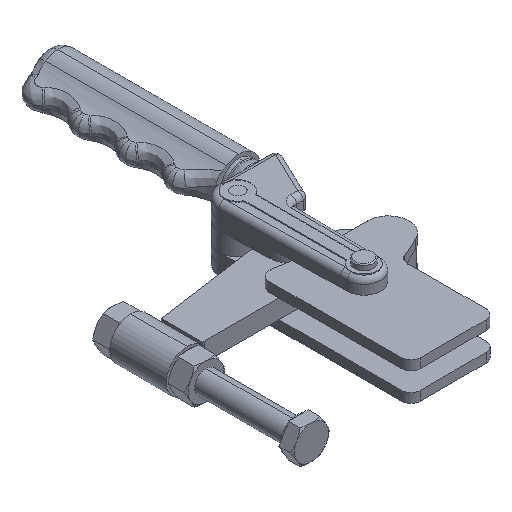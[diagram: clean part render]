
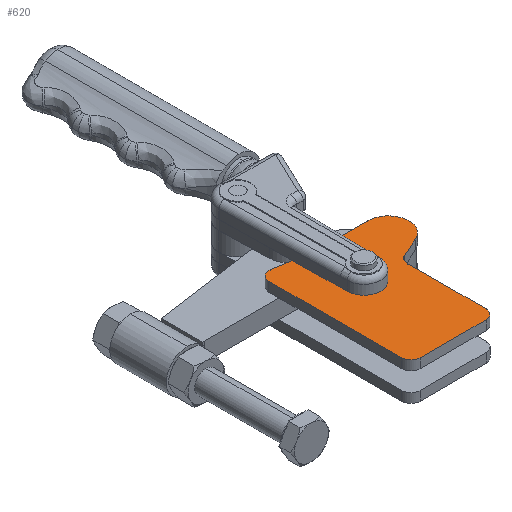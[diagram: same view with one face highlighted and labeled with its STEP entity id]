
A CAD part, isometric view. The second image highlights one B-rep face of the part: STEP entity #620.
In plain terms, the highlighted planar face has unit normal (0, 0, 1).
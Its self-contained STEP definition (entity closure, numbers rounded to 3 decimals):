
#391 = DIRECTION ( 'NONE',  ( 1., 0., 0. ) ) ;
#620 = ADVANCED_FACE ( 'NONE', ( #2195, #3817 ), #13758, .F. ) ;
#693 = ORIENTED_EDGE ( 'NONE', *, *, #5655, .T. ) ;
#720 = ORIENTED_EDGE ( 'NONE', *, *, #7824, .T. ) ;
#739 = DIRECTION ( 'NONE',  ( 0.915, 0.404, 0. ) ) ;
#1028 = ORIENTED_EDGE ( 'NONE', *, *, #4880, .T. ) ;
#1600 = DIRECTION ( 'NONE',  ( 0., 0., -1. ) ) ;
#2195 = FACE_BOUND ( 'NONE', #12636, .T. ) ;
#2274 = CARTESIAN_POINT ( 'NONE',  ( -20., 75.449, 2.5 ) ) ;
#2344 = ORIENTED_EDGE ( 'NONE', *, *, #4699, .T. ) ;
#2408 = ORIENTED_EDGE ( 'NONE', *, *, #5162, .T. ) ;
#2416 = ORIENTED_EDGE ( 'NONE', *, *, #6651, .T. ) ;
#2448 = CARTESIAN_POINT ( 'NONE',  ( -20., 5., 2.5 ) ) ;
#2461 = CARTESIAN_POINT ( 'NONE',  ( -20., 0., 2.5 ) ) ;
#2519 = DIRECTION ( 'NONE',  ( 0., 0., 1. ) ) ;
#2705 = CARTESIAN_POINT ( 'NONE',  ( 3., 50., 2.5 ) ) ;
#2721 = DIRECTION ( 'NONE',  ( 0., 1., 0. ) ) ;
#2840 = VECTOR ( 'NONE', #10809, 1000. ) ;
#2882 = LINE ( 'NONE', #14090, #4293 ) ;
#3412 = DIRECTION ( 'NONE',  ( -1., 0., 0. ) ) ;
#3817 = FACE_OUTER_BOUND ( 'NONE', #7348, .T. ) ;
#3844 = CARTESIAN_POINT ( 'NONE',  ( 33.444, 55.938, 2.5 ) ) ;
#3847 = AXIS2_PLACEMENT_3D ( 'NONE', #9190, #14439, #391 ) ;
#3908 = EDGE_CURVE ( 'NONE', #8529, #6978, #2882, .T. ) ;
#4038 = CIRCLE ( 'NONE', #9507, 5. ) ;
#4069 = CIRCLE ( 'NONE', #12639, 5. ) ;
#4293 = VECTOR ( 'NONE', #13936, 1000. ) ;
#4410 = DIRECTION ( 'NONE',  ( 1., 0., 0. ) ) ;
#4414 = DIRECTION ( 'NONE',  ( 0., 0., -1. ) ) ;
#4579 = CARTESIAN_POINT ( 'NONE',  ( -19.132, 80.373, 2.5 ) ) ;
#4663 = VECTOR ( 'NONE', #2721, 1000. ) ;
#4699 = EDGE_CURVE ( 'NONE', #9566, #7342, #4069, .T. ) ;
#4790 = EDGE_CURVE ( 'NONE', #11682, #8529, #11479, .T. ) ;
#4880 = EDGE_CURVE ( 'NONE', #7342, #11832, #10055, .T. ) ;
#4927 = AXIS2_PLACEMENT_3D ( 'NONE', #9245, #2519, #10426 ) ;
#5077 = VERTEX_POINT ( 'NONE', #9636 ) ;
#5162 = EDGE_CURVE ( 'NONE', #7322, #7702, #4038, .T. ) ;
#5200 = ORIENTED_EDGE ( 'NONE', *, *, #9283, .T. ) ;
#5268 = AXIS2_PLACEMENT_3D ( 'NONE', #7229, #6631, #6127 ) ;
#5285 = ORIENTED_EDGE ( 'NONE', *, *, #10341, .F. ) ;
#5408 = DIRECTION ( 'NONE',  ( 0., 0., 1. ) ) ;
#5655 = EDGE_CURVE ( 'NONE', #11832, #11682, #7896, .T. ) ;
#6127 = DIRECTION ( 'NONE',  ( -1., 0., 0. ) ) ;
#6130 = ORIENTED_EDGE ( 'NONE', *, *, #9042, .T. ) ;
#6357 = LINE ( 'NONE', #9503, #11995 ) ;
#6492 = EDGE_CURVE ( 'NONE', #8302, #10973, #11837, .T. ) ;
#6620 = DIRECTION ( 'NONE',  ( -1., 0., 0. ) ) ;
#6630 = CARTESIAN_POINT ( 'NONE',  ( 0., 77., 2.5 ) ) ;
#6631 = DIRECTION ( 'NONE',  ( 0., 0., 1. ) ) ;
#6651 = EDGE_CURVE ( 'NONE', #12853, #7322, #6357, .T. ) ;
#6694 = VECTOR ( 'NONE', #739, 1000. ) ;
#6978 = VERTEX_POINT ( 'NONE', #4579 ) ;
#7039 = CARTESIAN_POINT ( 'NONE',  ( -25., 5., 2.5 ) ) ;
#7167 = DIRECTION ( 'NONE',  ( 1., 0., 0. ) ) ;
#7224 = CARTESIAN_POINT ( 'NONE',  ( -3., 50., 2.5 ) ) ;
#7229 = CARTESIAN_POINT ( 'NONE',  ( 29., 66., 2.5 ) ) ;
#7322 = VERTEX_POINT ( 'NONE', #7039 ) ;
#7342 = VERTEX_POINT ( 'NONE', #8646 ) ;
#7348 = EDGE_LOOP ( 'NONE', ( #6130, #2416, #2408, #9954, #720, #5200, #2344, #1028, #693, #13148, #13518 ) ) ;
#7455 = AXIS2_PLACEMENT_3D ( 'NONE', #12124, #4414, #7648 ) ;
#7470 = VECTOR ( 'NONE', #4410, 1000. ) ;
#7648 = DIRECTION ( 'NONE',  ( -1., 0., 0. ) ) ;
#7702 = VERTEX_POINT ( 'NONE', #2461 ) ;
#7824 = EDGE_CURVE ( 'NONE', #10962, #5077, #14461, .T. ) ;
#7896 = CIRCLE ( 'NONE', #5268, 11. ) ;
#8037 = AXIS2_PLACEMENT_3D ( 'NONE', #12135, #5408, #13302 ) ;
#8302 = VERTEX_POINT ( 'NONE', #7224 ) ;
#8529 = VERTEX_POINT ( 'NONE', #6630 ) ;
#8646 = CARTESIAN_POINT ( 'NONE',  ( 22.98, 51.316, 2.5 ) ) ;
#9042 = EDGE_CURVE ( 'NONE', #6978, #12853, #9942, .T. ) ;
#9072 = DIRECTION ( 'NONE',  ( 0., -1., 0. ) ) ;
#9189 = CIRCLE ( 'NONE', #8037, 3. ) ;
#9190 = CARTESIAN_POINT ( 'NONE',  ( 0., 50., 2.5 ) ) ;
#9245 = CARTESIAN_POINT ( 'NONE',  ( 15., 5., 2.5 ) ) ;
#9283 = EDGE_CURVE ( 'NONE', #5077, #9566, #10662, .T. ) ;
#9503 = CARTESIAN_POINT ( 'NONE',  ( -25., 5., 2.5 ) ) ;
#9507 = AXIS2_PLACEMENT_3D ( 'NONE', #2448, #13693, #6620 ) ;
#9563 = EDGE_CURVE ( 'NONE', #7702, #10962, #10473, .T. ) ;
#9566 = VERTEX_POINT ( 'NONE', #11147 ) ;
#9636 = CARTESIAN_POINT ( 'NONE',  ( 20., 5., 2.5 ) ) ;
#9727 = CARTESIAN_POINT ( 'NONE',  ( 25., 46.742, 2.5 ) ) ;
#9942 = CIRCLE ( 'NONE', #11545, 5. ) ;
#9954 = ORIENTED_EDGE ( 'NONE', *, *, #9563, .T. ) ;
#10055 = LINE ( 'NONE', #12783, #6694 ) ;
#10172 = DIRECTION ( 'NONE',  ( 0., 0., 1. ) ) ;
#10341 = EDGE_CURVE ( 'NONE', #10973, #8302, #9189, .T. ) ;
#10426 = DIRECTION ( 'NONE',  ( -1., 0., 0. ) ) ;
#10473 = LINE ( 'NONE', #12220, #7470 ) ;
#10588 = CARTESIAN_POINT ( 'NONE',  ( -25., 75.449, 2.5 ) ) ;
#10662 = LINE ( 'NONE', #12885, #4663 ) ;
#10809 = DIRECTION ( 'NONE',  ( -1., 0., 0. ) ) ;
#10962 = VERTEX_POINT ( 'NONE', #13681 ) ;
#10973 = VERTEX_POINT ( 'NONE', #2705 ) ;
#11147 = CARTESIAN_POINT ( 'NONE',  ( 20., 46.742, 2.5 ) ) ;
#11247 = ORIENTED_EDGE ( 'NONE', *, *, #6492, .F. ) ;
#11479 = LINE ( 'NONE', #12018, #2840 ) ;
#11545 = AXIS2_PLACEMENT_3D ( 'NONE', #2274, #10172, #3412 ) ;
#11682 = VERTEX_POINT ( 'NONE', #12676 ) ;
#11832 = VERTEX_POINT ( 'NONE', #3844 ) ;
#11837 = CIRCLE ( 'NONE', #3847, 3. ) ;
#11995 = VECTOR ( 'NONE', #9072, 1000. ) ;
#12018 = CARTESIAN_POINT ( 'NONE',  ( 0., 77., 2.5 ) ) ;
#12124 = CARTESIAN_POINT ( 'NONE',  ( -20., 75.449, 2.5 ) ) ;
#12135 = CARTESIAN_POINT ( 'NONE',  ( 0., 50., 2.5 ) ) ;
#12220 = CARTESIAN_POINT ( 'NONE',  ( -20., 0., 2.5 ) ) ;
#12636 = EDGE_LOOP ( 'NONE', ( #5285, #11247 ) ) ;
#12639 = AXIS2_PLACEMENT_3D ( 'NONE', #9727, #1600, #7167 ) ;
#12676 = CARTESIAN_POINT ( 'NONE',  ( 29., 77., 2.5 ) ) ;
#12783 = CARTESIAN_POINT ( 'NONE',  ( 33.444, 55.938, 2.5 ) ) ;
#12853 = VERTEX_POINT ( 'NONE', #10588 ) ;
#12885 = CARTESIAN_POINT ( 'NONE',  ( 20., 46.742, 2.5 ) ) ;
#13148 = ORIENTED_EDGE ( 'NONE', *, *, #4790, .T. ) ;
#13302 = DIRECTION ( 'NONE',  ( 1., 0., 0. ) ) ;
#13518 = ORIENTED_EDGE ( 'NONE', *, *, #3908, .T. ) ;
#13681 = CARTESIAN_POINT ( 'NONE',  ( 15., 0., 2.5 ) ) ;
#13693 = DIRECTION ( 'NONE',  ( 0., 0., 1. ) ) ;
#13758 = PLANE ( 'NONE',  #7455 ) ;
#13936 = DIRECTION ( 'NONE',  ( -0.985, 0.174, 0. ) ) ;
#14090 = CARTESIAN_POINT ( 'NONE',  ( -19.132, 80.373, 2.5 ) ) ;
#14439 = DIRECTION ( 'NONE',  ( 0., 0., 1. ) ) ;
#14461 = CIRCLE ( 'NONE', #4927, 5. ) ;
